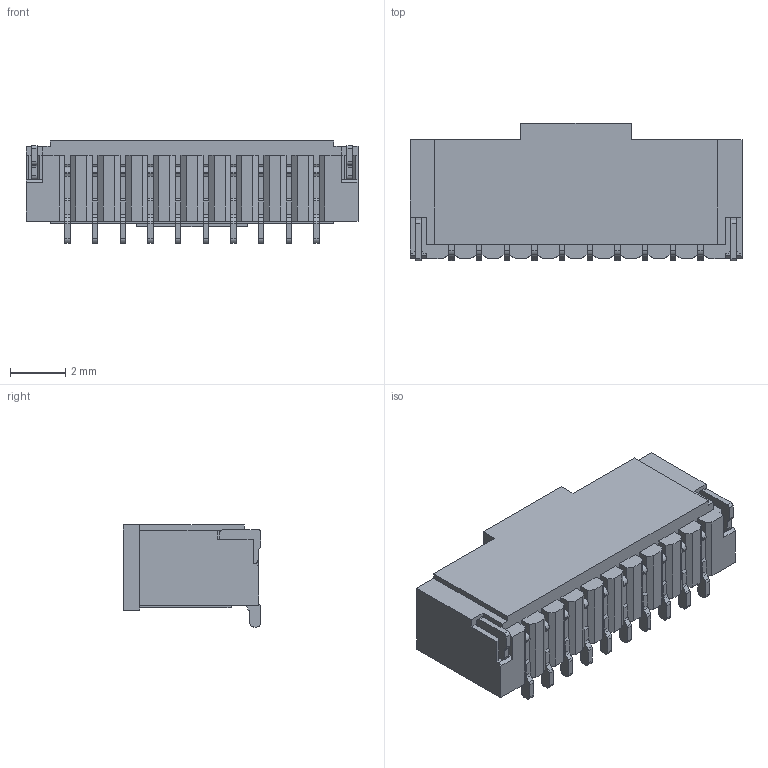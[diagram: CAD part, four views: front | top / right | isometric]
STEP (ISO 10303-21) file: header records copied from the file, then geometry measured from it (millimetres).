
FILE_DESCRIPTION((''),'2;1');
FILE_NAME('JS-1254-10','2018-05-09T',('csrd01'),(''),'CREO PARAMETRIC BY PTC INC, 2017300','CREO PARAMETRIC BY PTC INC, 2017300','');
FILE_SCHEMA(('CONFIG_CONTROL_DESIGN'));
Length unit declared in the file: millimetre
Products named in the file (1): JS-1254-10
Bounding box: 12 x 4.98 x 3.69 mm (x, y, z)
Volume: 89.2 mm3; surface area: 355.7 mm2
Topology: 1 solids, 35 shells, 783 faces, 1905 edges, 1212 vertices
Faces by surface type: plane 611, cylinder 172
Entity records: 22779 total; most frequent: CARTESIAN_POINT 4350, ORIENTED_EDGE 3810, DIRECTION 3699, EDGE_CURVE 1905, VECTOR 1517, LINE 1517, VERTEX_POINT 1212, AXIS2_PLACEMENT_3D 1091
